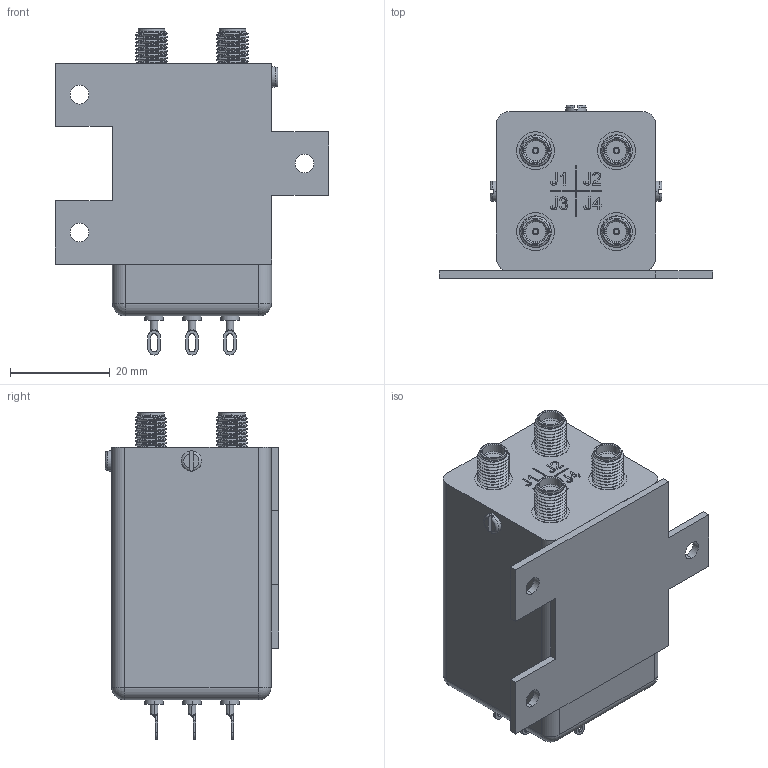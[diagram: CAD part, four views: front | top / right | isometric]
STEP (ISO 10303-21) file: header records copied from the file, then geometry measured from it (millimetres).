
FILE_DESCRIPTION (( 'STEP AP214' ), '1' );
FILE_NAME ('PE71S6449.step', '2021-02-25T20:38:10', ( '' ), ( '' ), 'SwSTEP 2.0', 'SolidWorks 2018', '' );
FILE_SCHEMA (( 'AUTOMOTIVE_DESIGN' ));
Length unit declared in the file: inch
Products named in the file (1): PE71S6449
Bounding box: 54.86 x 34.8 x 65.53 mm (x, y, z)
Volume: 54980.5 mm3; surface area: 13343 mm2
Topology: 2 solids, 2 shells, 1001 faces, 2705 edges, 1771 vertices
Faces by surface type: plane 501, cylinder 232, bspline 218, cone 40, torus 6, sphere 4
Entity records: 45223 total; most frequent: CARTESIAN_POINT 21866, ORIENTED_EDGE 5374, DIRECTION 3988, EDGE_CURVE 2687, VERTEX_POINT 1771, VECTOR 1586, LINE 1586, AXIS2_PLACEMENT_3D 1201
